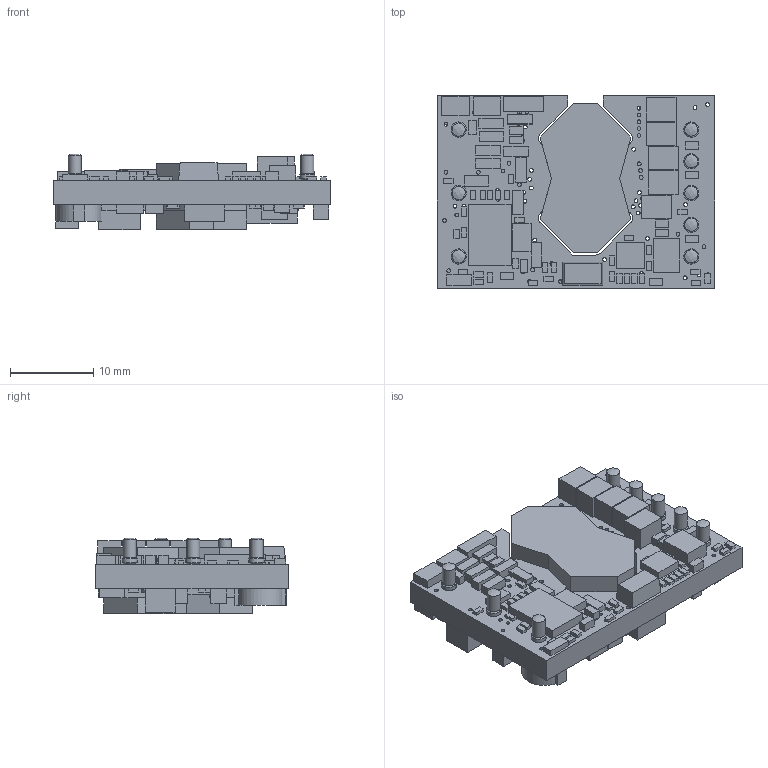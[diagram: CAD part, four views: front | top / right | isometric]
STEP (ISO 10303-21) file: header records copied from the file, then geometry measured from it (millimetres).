
FILE_DESCRIPTION (( 'STEP AP214' ), '1' );
FILE_NAME ('UWS-3.3_15-Q48NM-C.STEP', '2012-10-01T15:52:37', ( '' ), ( '' ), 'SwSTEP 2.0', 'SolidWorks 2011', '' );
FILE_SCHEMA (( 'AUTOMOTIVE_DESIGN' ));
Length unit declared in the file: inch
Products named in the file (1): UWS-3.3_15-Q48NM-C
Bounding box: 33.27 x 23.11 x 9.1 mm (x, y, z)
Surface area: 4530.6 mm2 (no closed solid volume)
Topology: 0 solids, 129 shells, 820 faces, 2655 edges, 1949 vertices
Faces by surface type: plane 682, cylinder 114, bspline 16, cone 8
Full cylindrical faces by diameter (mm): 0.457 x70, 1.168 x7, 1.575 x8, 1.829 x8
Entity records: 39247 total; most frequent: CARTESIAN_POINT 5636, DIRECTION 4634, ORIENTED_EDGE 3884, EDGE_CURVE 2538, VECTOR 2052, LINE 2052, VERTEX_POINT 1941, AXIS2_PLACEMENT_3D 1291
